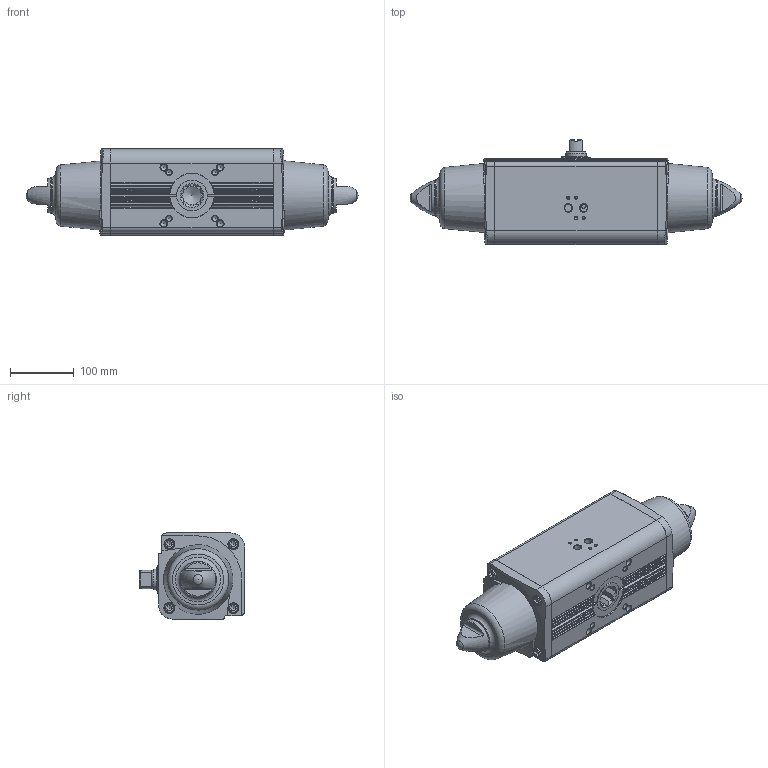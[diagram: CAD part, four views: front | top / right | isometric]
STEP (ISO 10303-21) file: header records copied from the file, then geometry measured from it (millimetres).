
FILE_DESCRIPTION(/* description */ ('Unknown'),/* implementation_level */ '2;1');
FILE_NAME(/* name */ 'SR08',/* time_stamp */ '2022-08-11T13:12:53+02:00',/* author */ ('Unknown'),/* organization */ ('Unknown'),/* preprocessor_version */ 'ST-DEVELOPER v16.7',/* originating_system */ 'Solid Edge',/* authorisation */ 'Unknown');
FILE_SCHEMA (('AUTOMOTIVE_DESIGN {1 0 10303 214 3 1 1}'));
Length unit declared in the file: millimetre
Products named in the file (2): SR 240; _SRN0240401S_new
Assembly tree (1 placements, depth 2):
  SR 240
    _SRN0240401S_new
Bounding box: 520.5 x 164.9 x 134.95 mm (x, y, z)
Volume: 6248910.4 mm3; surface area: 294301.9 mm2
Topology: 1 solids, 1 shells, 481 faces, 1230 edges, 782 vertices
Faces by surface type: plane 243, cylinder 122, cone 77, torus 37, sphere 2
Full cylindrical faces by diameter (mm): 2 x2, 4.134 x8, 4.917 x1, 6 x1, 8.376 x4, 10.106 x4, 11.445 x2, 16 x8, 32 x2, 38.9 x1, 45 x1, 46 x1, 48 x1, 116.92 x2
Entity records: 17161 total; most frequent: CARTESIAN_POINT 2964, DIRECTION 2218, ORIENTED_EDGE 2080, EDGE_CURVE 1040, AXIS2_PLACEMENT_3D 843, VERTEX_POINT 750, FACE_BOUND 670, EDGE_LOOP 644
